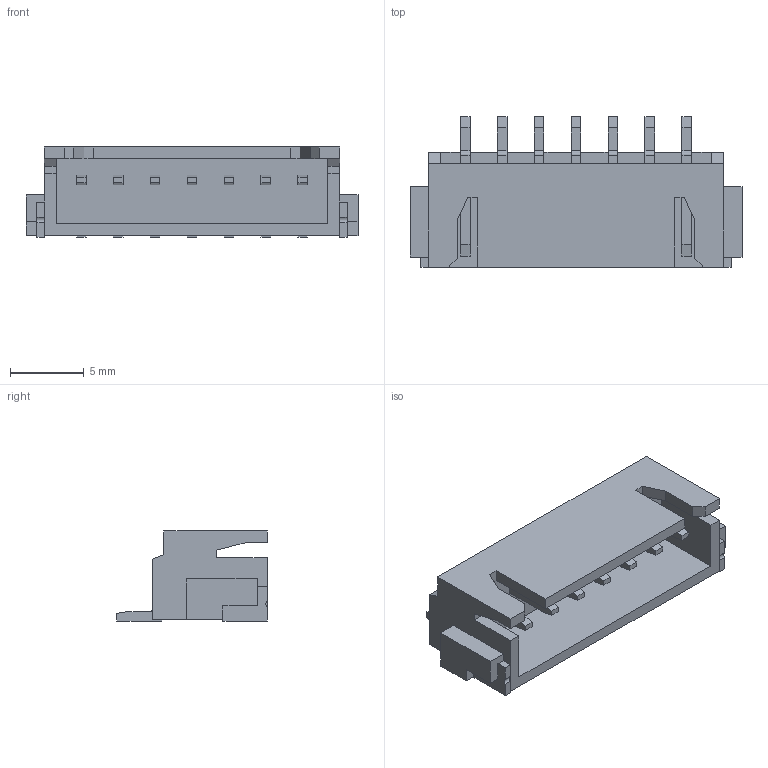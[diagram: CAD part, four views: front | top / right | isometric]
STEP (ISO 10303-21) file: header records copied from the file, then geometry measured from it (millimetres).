
FILE_DESCRIPTION(/* description */ (''),/* implementation_level */ '2;1');
FILE_NAME(/* name */ 'JST-XH7-SMD v2.step',/* time_stamp */ '2024-05-23T23:14:16-07:00',/* author */ (''),/* organization */ (''),/* preprocessor_version */ 'ST-DEVELOPER v20',/* originating_system */ 'Autodesk Translation Framework v12.20.1.177',/* authorisation */ '');
FILE_SCHEMA (('AUTOMOTIVE_DESIGN { 1 0 10303 214 3 1 1 }'));
Length unit declared in the file: millimetre
Products named in the file (1): JST-XH7-SMD
Bounding box: 22.5 x 10.2 x 6.1 mm (x, y, z)
Volume: 481.4 mm3; surface area: 1259.3 mm2
Topology: 10 solids, 10 shells, 235 faces, 645 edges, 430 vertices
Faces by surface type: plane 219, cylinder 16
Entity records: 7397 total; most frequent: CARTESIAN_POINT 1311, ORIENTED_EDGE 1290, DIRECTION 1149, EDGE_CURVE 645, LINE 613, VECTOR 613, VERTEX_POINT 430, AXIS2_PLACEMENT_3D 268
